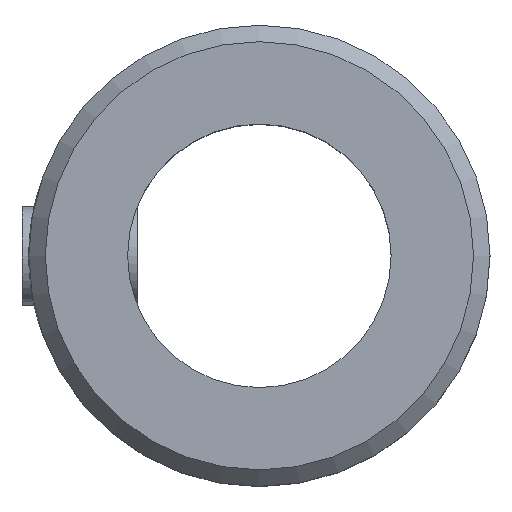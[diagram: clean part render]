
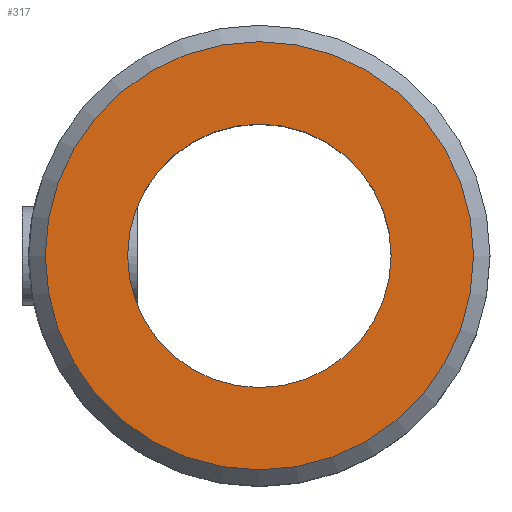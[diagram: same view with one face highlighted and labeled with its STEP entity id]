
A CAD part, top view. The second image highlights one B-rep face of the part: STEP entity #317.
In plain terms, the highlighted planar face has unit normal (0, 0, 1).
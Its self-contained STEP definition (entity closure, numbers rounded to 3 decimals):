
#27=FACE_BOUND('',#130,.T.);
#30=PLANE('',#352);
#45=CIRCLE('',#351,6.5);
#46=CIRCLE('',#353,4.);
#111=FACE_OUTER_BOUND('',#129,.T.);
#129=EDGE_LOOP('',(#253));
#130=EDGE_LOOP('',(#254));
#165=VERTEX_POINT('',#954);
#166=VERTEX_POINT('',#958);
#198=EDGE_CURVE('',#165,#165,#45,.T.);
#199=EDGE_CURVE('',#166,#166,#46,.T.);
#253=ORIENTED_EDGE('',*,*,#198,.T.);
#254=ORIENTED_EDGE('',*,*,#199,.T.);
#317=ADVANCED_FACE('',(#111,#27),#30,.T.);
#351=AXIS2_PLACEMENT_3D('',#956,#387,#388);
#352=AXIS2_PLACEMENT_3D('',#957,#389,#390);
#353=AXIS2_PLACEMENT_3D('',#959,#391,#392);
#387=DIRECTION('center_axis',(0.,0.,
1.));
#388=DIRECTION('ref_axis',(1.,0.,0.));
#389=DIRECTION('center_axis',(0.,0.,
1.));
#390=DIRECTION('ref_axis',(1.,0.,0.));
#391=DIRECTION('center_axis',(0.,0.,
-1.));
#392=DIRECTION('ref_axis',(1.,0.,0.));
#954=CARTESIAN_POINT('',(-6.5,0.,0.5));
#956=CARTESIAN_POINT('Origin',(0.,0.,
0.5));
#957=CARTESIAN_POINT('Origin',(0.,0.,
0.5));
#958=CARTESIAN_POINT('',(-4.,0.,0.5));
#959=CARTESIAN_POINT('Origin',(0.,0.,
0.5));
